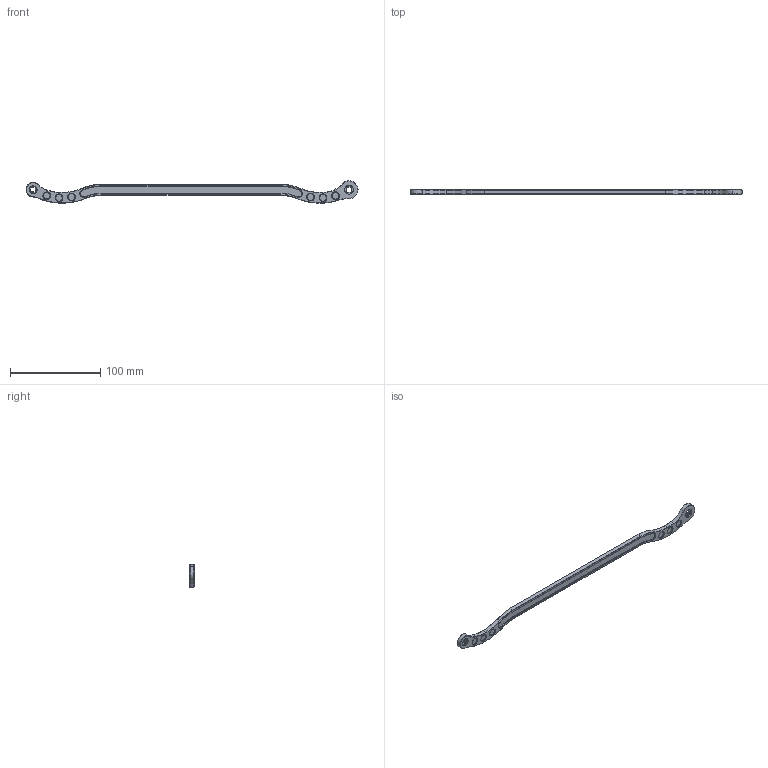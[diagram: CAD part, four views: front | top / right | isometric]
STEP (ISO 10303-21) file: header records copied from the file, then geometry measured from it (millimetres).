
FILE_DESCRIPTION (( 'STEP AP214' ), '1' );
FILE_NAME ('link.STEP', '2026-01-14T06:56:04', ( '' ), ( '' ), 'SwSTEP 2.0', 'SolidWorks 2023', '' );
FILE_SCHEMA (( 'AUTOMOTIVE_DESIGN' ));
Length unit declared in the file: millimetre
Products named in the file (1): link
Bounding box: 367.99 x 5 x 25 mm (x, y, z)
Volume: 17947.2 mm3; surface area: 13766.5 mm2
Topology: 1 solids, 1 shells, 278 faces, 620 edges, 362 vertices
Faces by surface type: cone 128, plane 78, cylinder 72
Entity records: 7637 total; most frequent: DIRECTION 1452, CARTESIAN_POINT 1261, ORIENTED_EDGE 1240, EDGE_CURVE 620, AXIS2_PLACEMENT_3D 553, VERTEX_POINT 362, VECTOR 346, LINE 346
